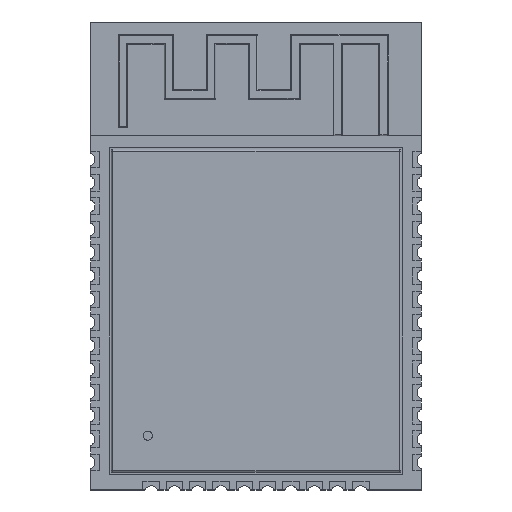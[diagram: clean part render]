
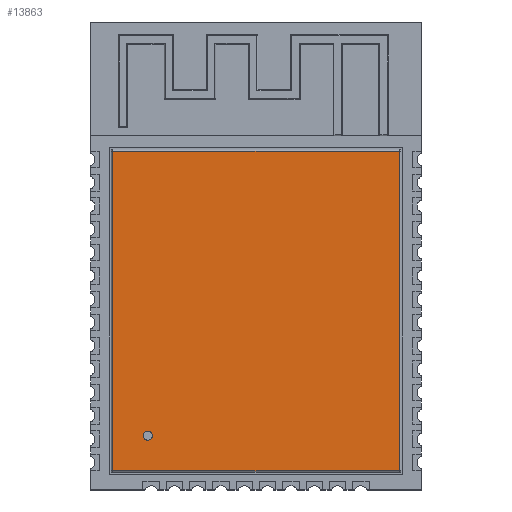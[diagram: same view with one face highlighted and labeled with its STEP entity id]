
A CAD part, top view. The second image highlights one B-rep face of the part: STEP entity #13863.
In plain terms, the highlighted planar face has unit normal (0, 0, 1).
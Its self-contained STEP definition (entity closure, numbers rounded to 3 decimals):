
#12156 = VERTEX_POINT('',#12157);
#12157 = CARTESIAN_POINT('',(7.8,-8.77,3.325));
#12164 = EDGE_CURVE('',#12165,#12156,#12167,.T.);
#12165 = VERTEX_POINT('',#12166);
#12166 = CARTESIAN_POINT('',(-7.8,-8.77,3.325));
#12167 = LINE('',#12168,#12169);
#12168 = CARTESIAN_POINT('',(7.9,-8.77,3.325));
#12169 = VECTOR('',#12170,1.);
#12170 = DIRECTION('',(1.,0.,0.));
#12206 = VERTEX_POINT('',#12207);
#12207 = CARTESIAN_POINT('',(-7.8,8.63,3.325));
#12216 = EDGE_CURVE('',#12206,#12165,#12217,.T.);
#12217 = LINE('',#12218,#12219);
#12218 = CARTESIAN_POINT('',(-7.8,-8.87,3.325));
#12219 = VECTOR('',#12220,1.);
#12220 = DIRECTION('',(0.,-1.,0.));
#12248 = VERTEX_POINT('',#12249);
#12249 = CARTESIAN_POINT('',(7.8,8.63,3.325));
#12258 = EDGE_CURVE('',#12248,#12206,#12259,.T.);
#12259 = LINE('',#12260,#12261);
#12260 = CARTESIAN_POINT('',(-7.9,8.63,3.325));
#12261 = VECTOR('',#12262,1.);
#12262 = DIRECTION('',(-1.,0.,0.));
#12290 = EDGE_CURVE('',#12156,#12248,#12291,.T.);
#12291 = LINE('',#12292,#12293);
#12292 = CARTESIAN_POINT('',(7.8,8.73,3.325));
#12293 = VECTOR('',#12294,1.);
#12294 = DIRECTION('',(0.,1.,0.));
#13863 = ADVANCED_FACE('',(#13864,#13870),#13890,.T.);
#13864 = FACE_BOUND('',#13865,.T.);
#13865 = EDGE_LOOP('',(#13866,#13867,#13868,#13869));
#13866 = ORIENTED_EDGE('',*,*,#12164,.T.);
#13867 = ORIENTED_EDGE('',*,*,#12290,.T.);
#13868 = ORIENTED_EDGE('',*,*,#12258,.T.);
#13869 = ORIENTED_EDGE('',*,*,#12216,.T.);
#13870 = FACE_BOUND('',#13871,.T.);
#13871 = EDGE_LOOP('',(#13872,#13883));
#13872 = ORIENTED_EDGE('',*,*,#13873,.F.);
#13873 = EDGE_CURVE('',#13874,#13876,#13878,.T.);
#13874 = VERTEX_POINT('',#13875);
#13875 = CARTESIAN_POINT('',(-5.65,-6.87,3.325));
#13876 = VERTEX_POINT('',#13877);
#13877 = CARTESIAN_POINT('',(-6.15,-6.87,3.325));
#13878 = CIRCLE('',#13879,0.25);
#13879 = AXIS2_PLACEMENT_3D('',#13880,#13881,#13882);
#13880 = CARTESIAN_POINT('',(-5.9,-6.87,3.325));
#13881 = DIRECTION('',(0.,0.,1.));
#13882 = DIRECTION('',(1.,0.,0.));
#13883 = ORIENTED_EDGE('',*,*,#13884,.F.);
#13884 = EDGE_CURVE('',#13876,#13874,#13885,.T.);
#13885 = CIRCLE('',#13886,0.25);
#13886 = AXIS2_PLACEMENT_3D('',#13887,#13888,#13889);
#13887 = CARTESIAN_POINT('',(-5.9,-6.87,3.325));
#13888 = DIRECTION('',(0.,0.,1.));
#13889 = DIRECTION('',(1.,0.,0.));
#13890 = PLANE('',#13891);
#13891 = AXIS2_PLACEMENT_3D('',#13892,#13893,#13894);
#13892 = CARTESIAN_POINT('',(0.,2.925,3.325));
#13893 = DIRECTION('',(0.,0.,1.));
#13894 = DIRECTION('',(1.,0.,0.));
